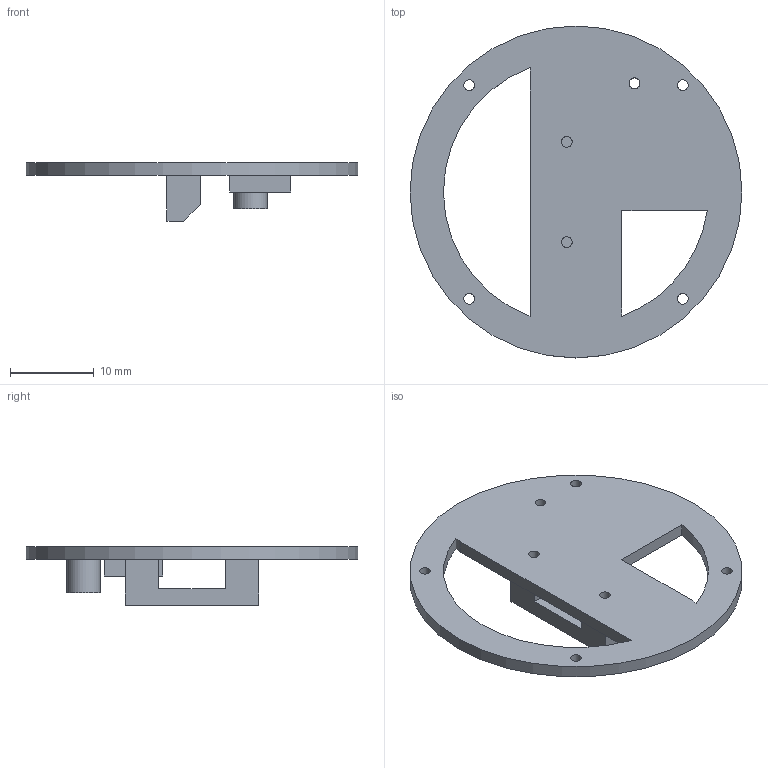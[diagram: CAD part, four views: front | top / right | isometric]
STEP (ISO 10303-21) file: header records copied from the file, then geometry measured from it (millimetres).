
FILE_DESCRIPTION(/* description */ (''),/* implementation_level */ '2;1');
FILE_NAME(/* name */ 'Lift Top Spacer v42.step',/* time_stamp */ '2022-01-10T13:29:24+01:00',/* author */ (''),/* organization */ (''),/* preprocessor_version */ 'ST-DEVELOPER v18.1',/* originating_system */ 'Autodesk Translation Framework v10.10.0.1391',/* authorisation */ '');
FILE_SCHEMA (('AUTOMOTIVE_DESIGN { 1 0 10303 214 3 1 1 }'));
Length unit declared in the file: millimetre
Products named in the file (1): Lift Top Spacer
Bounding box: 39.72 x 39.72 x 7 mm (x, y, z)
Volume: 1678.3 mm3; surface area: 2627.7 mm2
Topology: 1 solids, 1 shells, 44 faces, 113 edges, 75 vertices
Faces by surface type: plane 31, cylinder 13
Full cylindrical faces by diameter (mm): 1.3 x7, 4 x1, 39.72 x1
Entity records: 1400 total; most frequent: CARTESIAN_POINT 233, DIRECTION 229, ORIENTED_EDGE 226, EDGE_CURVE 113, LINE 87, VECTOR 87, VERTEX_POINT 75, AXIS2_PLACEMENT_3D 71
